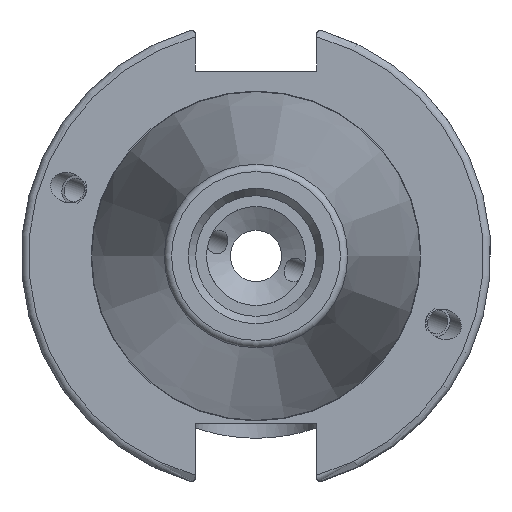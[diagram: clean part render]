
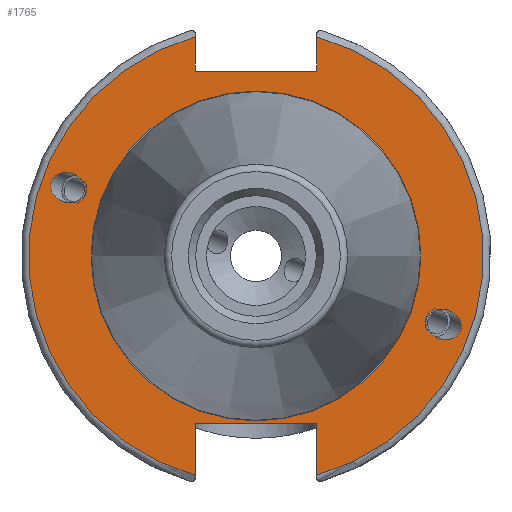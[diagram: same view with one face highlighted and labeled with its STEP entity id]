
A CAD part, left-side view. The second image highlights one B-rep face of the part: STEP entity #1765.
In plain terms, the highlighted planar face has unit normal (-1, 0, 0).
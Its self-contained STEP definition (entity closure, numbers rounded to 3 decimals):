
#40=ELLIPSE('',#1890,2.442,2.);
#50=ELLIPSE('',#1984,2.442,2.);
#72=FACE_BOUND('',#296,.T.);
#73=FACE_BOUND('',#297,.T.);
#74=FACE_BOUND('',#298,.T.);
#87=PLANE('',#1993);
#199=FACE_OUTER_BOUND('',#295,.T.);
#295=EDGE_LOOP('',(#1437,#1438,#1439,#1440,#1441,#1442,#1443,#1444));
#296=EDGE_LOOP('',(#1445));
#297=EDGE_LOOP('',(#1446));
#298=EDGE_LOOP('',(#1447,#1448));
#379=LINE('',#3171,#459);
#380=LINE('',#3173,#460);
#381=LINE('',#3175,#461);
#382=LINE('',#3179,#462);
#383=LINE('',#3181,#463);
#384=LINE('',#3182,#464);
#459=VECTOR('',#2445,10.);
#460=VECTOR('',#2446,10.);
#461=VECTOR('',#2447,10.);
#462=VECTOR('',#2450,10.);
#463=VECTOR('',#2451,10.);
#464=VECTOR('',#2452,10.);
#599=CIRCLE('',#1989,22.3);
#600=CIRCLE('',#1990,22.3);
#603=CIRCLE('',#1994,30.75);
#604=CIRCLE('',#1995,30.75);
#690=VERTEX_POINT('',#2865);
#758=VERTEX_POINT('',#3150);
#761=VERTEX_POINT('',#3158);
#762=VERTEX_POINT('',#3160);
#764=VERTEX_POINT('',#3167);
#765=VERTEX_POINT('',#3168);
#766=VERTEX_POINT('',#3170);
#767=VERTEX_POINT('',#3172);
#768=VERTEX_POINT('',#3174);
#769=VERTEX_POINT('',#3176);
#770=VERTEX_POINT('',#3178);
#771=VERTEX_POINT('',#3180);
#905=EDGE_CURVE('',#690,#690,#40,.T.);
#1001=EDGE_CURVE('',#758,#758,#50,.T.);
#1004=EDGE_CURVE('',#761,#762,#599,.T.);
#1005=EDGE_CURVE('',#762,#761,#600,.T.);
#1008=EDGE_CURVE('',#764,#765,#603,.T.);
#1009=EDGE_CURVE('',#764,#766,#379,.T.);
#1010=EDGE_CURVE('',#766,#767,#380,.T.);
#1011=EDGE_CURVE('',#767,#768,#381,.T.);
#1012=EDGE_CURVE('',#769,#768,#604,.T.);
#1013=EDGE_CURVE('',#769,#770,#382,.T.);
#1014=EDGE_CURVE('',#770,#771,#383,.T.);
#1015=EDGE_CURVE('',#771,#765,#384,.T.);
#1437=ORIENTED_EDGE('',*,*,#1008,.F.);
#1438=ORIENTED_EDGE('',*,*,#1009,.T.);
#1439=ORIENTED_EDGE('',*,*,#1010,.T.);
#1440=ORIENTED_EDGE('',*,*,#1011,.T.);
#1441=ORIENTED_EDGE('',*,*,#1012,.F.);
#1442=ORIENTED_EDGE('',*,*,#1013,.T.);
#1443=ORIENTED_EDGE('',*,*,#1014,.T.);
#1444=ORIENTED_EDGE('',*,*,#1015,.T.);
#1445=ORIENTED_EDGE('',*,*,#905,.T.);
#1446=ORIENTED_EDGE('',*,*,#1001,.T.);
#1447=ORIENTED_EDGE('',*,*,#1005,.F.);
#1448=ORIENTED_EDGE('',*,*,#1004,.F.);
#1765=ADVANCED_FACE('',(#199,#72,#73,#74),#87,.T.);
#1890=AXIS2_PLACEMENT_3D('',#2867,#2215,#2216);
#1984=AXIS2_PLACEMENT_3D('',#3152,#2423,#2424);
#1989=AXIS2_PLACEMENT_3D('',#3161,#2433,#2434);
#1990=AXIS2_PLACEMENT_3D('',#3162,#2435,#2436);
#1993=AXIS2_PLACEMENT_3D('',#3166,#2441,#2442);
#1994=AXIS2_PLACEMENT_3D('',#3169,#2443,#2444);
#1995=AXIS2_PLACEMENT_3D('',#3177,#2448,#2449);
#2215=DIRECTION('center_axis',(1.,0.,0.));
#2216=DIRECTION('ref_axis',(0.,-0.94,-0.342));
#2423=DIRECTION('center_axis',(1.,0.,0.));
#2424=DIRECTION('ref_axis',(0.,0.94,0.342));
#2433=DIRECTION('center_axis',(-1.,0.,0.));
#2434=DIRECTION('ref_axis',(0.,-1.,0.));
#2435=DIRECTION('center_axis',(-1.,0.,0.));
#2436=DIRECTION('ref_axis',(0.,-1.,0.));
#2441=DIRECTION('center_axis',(-1.,0.,0.));
#2442=DIRECTION('ref_axis',(0.,0.,1.));
#2443=DIRECTION('center_axis',(1.,0.,0.));
#2444=DIRECTION('ref_axis',(0.,-1.,0.));
#2445=DIRECTION('',(0.,0.,-1.));
#2446=DIRECTION('',(0.,1.,0.));
#2447=DIRECTION('',(0.,0.,1.));
#2448=DIRECTION('center_axis',(1.,0.,0.));
#2449=DIRECTION('ref_axis',(0.,1.,0.));
#2450=DIRECTION('',(0.,0.,1.));
#2451=DIRECTION('',(0.,-1.,0.));
#2452=DIRECTION('',(0.,0.,-1.));
#2865=CARTESIAN_POINT('',(3.175,-23.077,-8.399));
#2867=CARTESIAN_POINT('Origin',(3.175,-25.372,-9.235));
#3150=CARTESIAN_POINT('',(3.175,23.077,8.399));
#3152=CARTESIAN_POINT('Origin',(3.175,25.372,9.235));
#3158=CARTESIAN_POINT('',(3.175,0.,22.3));
#3160=CARTESIAN_POINT('',(3.175,22.3,0.));
#3161=CARTESIAN_POINT('Origin',(3.175,0.,0.));
#3162=CARTESIAN_POINT('Origin',(3.175,0.,0.));
#3166=CARTESIAN_POINT('Origin',(3.175,31.75,0.));
#3167=CARTESIAN_POINT('',(3.175,-8.19,29.639));
#3168=CARTESIAN_POINT('',(3.175,-8.19,-29.639));
#3169=CARTESIAN_POINT('Origin',(3.175,0.,0.));
#3170=CARTESIAN_POINT('',(3.175,-8.19,25.));
#3171=CARTESIAN_POINT('',(3.175,-8.19,12.5));
#3172=CARTESIAN_POINT('',(3.175,8.19,25.));
#3173=CARTESIAN_POINT('',(3.175,15.875,25.));
#3174=CARTESIAN_POINT('',(3.175,8.19,29.639));
#3175=CARTESIAN_POINT('',(3.175,8.19,12.5));
#3176=CARTESIAN_POINT('',(3.175,8.19,-29.639));
#3177=CARTESIAN_POINT('Origin',(3.175,0.,0.));
#3178=CARTESIAN_POINT('',(3.175,8.19,-22.6));
#3179=CARTESIAN_POINT('',(3.175,8.19,-11.3));
#3180=CARTESIAN_POINT('',(3.175,-8.19,-22.6));
#3181=CARTESIAN_POINT('',(3.175,15.875,-22.6));
#3182=CARTESIAN_POINT('',(3.175,-8.19,-11.3));
